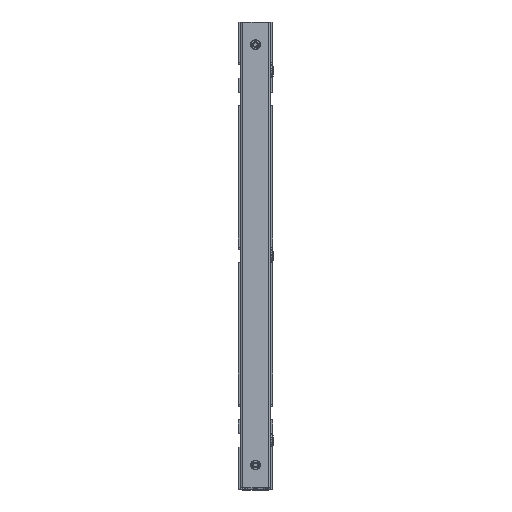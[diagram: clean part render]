
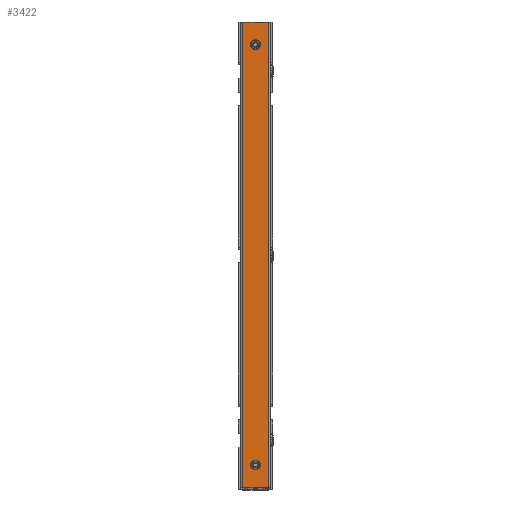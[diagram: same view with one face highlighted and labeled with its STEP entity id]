
A CAD part, top view. The second image highlights one B-rep face of the part: STEP entity #3422.
In plain terms, the highlighted face is planar.
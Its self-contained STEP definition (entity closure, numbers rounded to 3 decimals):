
#72=CARTESIAN_POINT('Vertex',(0.,-263.95,0.)) ;
#88=CARTESIAN_POINT('Vertex',(-3.75,-267.7,0.)) ;
#91=CARTESIAN_POINT('Axis2P3D Location',(0.,-267.7,0.)) ;
#119=CARTESIAN_POINT('Vertex',(0.,-271.45,0.)) ;
#122=CARTESIAN_POINT('Axis2P3D Location',(0.,-267.7,0.)) ;
#150=CARTESIAN_POINT('Vertex',(3.75,-267.7,0.)) ;
#153=CARTESIAN_POINT('Axis2P3D Location',(0.,-267.7,0.)) ;
#175=CARTESIAN_POINT('Axis2P3D Location',(0.,-267.7,0.)) ;
#196=CARTESIAN_POINT('Vertex',(0.,271.45,0.)) ;
#212=CARTESIAN_POINT('Vertex',(-3.75,267.7,0.)) ;
#215=CARTESIAN_POINT('Axis2P3D Location',(0.,267.7,0.)) ;
#236=CARTESIAN_POINT('Vertex',(3.75,267.7,0.)) ;
#246=CARTESIAN_POINT('Axis2P3D Location',(0.,267.7,0.)) ;
#274=CARTESIAN_POINT('Vertex',(0.,263.95,0.)) ;
#277=CARTESIAN_POINT('Axis2P3D Location',(0.,267.7,0.)) ;
#299=CARTESIAN_POINT('Axis2P3D Location',(0.,267.7,0.)) ;
#2338=CARTESIAN_POINT('Vertex',(16.05,-296.5,0.)) ;
#3284=CARTESIAN_POINT('Line Origine',(16.05,0.,0.)) ;
#3288=CARTESIAN_POINT('Vertex',(16.05,296.5,0.)) ;
#3319=CARTESIAN_POINT('Vertex',(-16.05,-296.5,0.)) ;
#3322=CARTESIAN_POINT('Line Origine',(0.,-296.5,0.)) ;
#3387=CARTESIAN_POINT('Axis2P3D Location',(0.,0.,0.)) ;
#3392=CARTESIAN_POINT('Line Origine',(0.,296.5,0.)) ;
#3396=CARTESIAN_POINT('Vertex',(-16.05,296.5,0.)) ;
#3399=CARTESIAN_POINT('Line Origine',(-16.05,0.,0.)) ;
#92=DIRECTION('Axis2P3D Direction',(0.,0.,1.)) ;
#123=DIRECTION('Axis2P3D Direction',(0.,0.,1.)) ;
#154=DIRECTION('Axis2P3D Direction',(0.,0.,1.)) ;
#176=DIRECTION('Axis2P3D Direction',(0.,0.,1.)) ;
#216=DIRECTION('Axis2P3D Direction',(0.,0.,1.)) ;
#247=DIRECTION('Axis2P3D Direction',(0.,0.,1.)) ;
#278=DIRECTION('Axis2P3D Direction',(0.,0.,1.)) ;
#300=DIRECTION('Axis2P3D Direction',(0.,0.,1.)) ;
#3285=DIRECTION('Vector Direction',(0.,-1.,0.)) ;
#3323=DIRECTION('Vector Direction',(1.,0.,0.)) ;
#3388=DIRECTION('Axis2P3D Direction',(0.,0.,1.)) ;
#3389=DIRECTION('Axis2P3D XDirection',(1.,0.,0.)) ;
#3393=DIRECTION('Vector Direction',(1.,0.,0.)) ;
#3400=DIRECTION('Vector Direction',(0.,1.,0.)) ;
#93=AXIS2_PLACEMENT_3D('Circle Axis2P3D',#91,#92,$) ;
#124=AXIS2_PLACEMENT_3D('Circle Axis2P3D',#122,#123,$) ;
#155=AXIS2_PLACEMENT_3D('Circle Axis2P3D',#153,#154,$) ;
#177=AXIS2_PLACEMENT_3D('Circle Axis2P3D',#175,#176,$) ;
#217=AXIS2_PLACEMENT_3D('Circle Axis2P3D',#215,#216,$) ;
#248=AXIS2_PLACEMENT_3D('Circle Axis2P3D',#246,#247,$) ;
#279=AXIS2_PLACEMENT_3D('Circle Axis2P3D',#277,#278,$) ;
#301=AXIS2_PLACEMENT_3D('Circle Axis2P3D',#299,#300,$) ;
#3390=AXIS2_PLACEMENT_3D('Plane Axis2P3D',#3387,#3388,#3389) ;
#3405=ORIENTED_EDGE('',*,*,#3398,.T.) ;
#3406=ORIENTED_EDGE('',*,*,#3290,.T.) ;
#3407=ORIENTED_EDGE('',*,*,#3326,.F.) ;
#3408=ORIENTED_EDGE('',*,*,#3403,.T.) ;
#3411=ORIENTED_EDGE('',*,*,#303,.T.) ;
#3412=ORIENTED_EDGE('',*,*,#250,.T.) ;
#3413=ORIENTED_EDGE('',*,*,#219,.T.) ;
#3414=ORIENTED_EDGE('',*,*,#281,.T.) ;
#3417=ORIENTED_EDGE('',*,*,#157,.T.) ;
#3418=ORIENTED_EDGE('',*,*,#179,.T.) ;
#3419=ORIENTED_EDGE('',*,*,#95,.T.) ;
#3420=ORIENTED_EDGE('',*,*,#126,.T.) ;
#3415=FACE_BOUND('',#3410,.T.) ;
#3421=FACE_BOUND('',#3416,.T.) ;
#3286=VECTOR('Line Direction',#3285,1.) ;
#3324=VECTOR('Line Direction',#3323,1.) ;
#3394=VECTOR('Line Direction',#3393,1.) ;
#3401=VECTOR('Line Direction',#3400,1.) ;
#3422=ADVANCED_FACE('PartBody',(#3409,#3415,#3421),#3391,.F.) ;
#94=CIRCLE('generated circle',#93,3.75) ;
#125=CIRCLE('generated circle',#124,3.75) ;
#156=CIRCLE('generated circle',#155,3.75) ;
#178=CIRCLE('generated circle',#177,3.75) ;
#218=CIRCLE('generated circle',#217,3.75) ;
#249=CIRCLE('generated circle',#248,3.75) ;
#280=CIRCLE('generated circle',#279,3.75) ;
#302=CIRCLE('generated circle',#301,3.75) ;
#95=EDGE_CURVE('',#73,#89,#94,.T.) ;
#126=EDGE_CURVE('',#89,#120,#125,.T.) ;
#157=EDGE_CURVE('',#120,#151,#156,.T.) ;
#179=EDGE_CURVE('',#151,#73,#178,.T.) ;
#219=EDGE_CURVE('',#197,#213,#218,.T.) ;
#250=EDGE_CURVE('',#237,#197,#249,.T.) ;
#281=EDGE_CURVE('',#213,#275,#280,.T.) ;
#303=EDGE_CURVE('',#275,#237,#302,.T.) ;
#3290=EDGE_CURVE('',#3289,#2339,#3287,.T.) ;
#3326=EDGE_CURVE('',#3320,#2339,#3325,.T.) ;
#3398=EDGE_CURVE('',#3397,#3289,#3395,.T.) ;
#3403=EDGE_CURVE('',#3320,#3397,#3402,.T.) ;
#3404=EDGE_LOOP('',(#3405,#3406,#3407,#3408)) ;
#3410=EDGE_LOOP('',(#3411,#3412,#3413,#3414)) ;
#3416=EDGE_LOOP('',(#3417,#3418,#3419,#3420)) ;
#3409=FACE_OUTER_BOUND('',#3404,.T.) ;
#3287=LINE('Line',#3284,#3286) ;
#3325=LINE('Line',#3322,#3324) ;
#3395=LINE('Line',#3392,#3394) ;
#3402=LINE('Line',#3399,#3401) ;
#3391=PLANE('',#3390) ;
#73=VERTEX_POINT('',#72) ;
#89=VERTEX_POINT('',#88) ;
#120=VERTEX_POINT('',#119) ;
#151=VERTEX_POINT('',#150) ;
#197=VERTEX_POINT('',#196) ;
#213=VERTEX_POINT('',#212) ;
#237=VERTEX_POINT('',#236) ;
#275=VERTEX_POINT('',#274) ;
#2339=VERTEX_POINT('',#2338) ;
#3289=VERTEX_POINT('',#3288) ;
#3320=VERTEX_POINT('',#3319) ;
#3397=VERTEX_POINT('',#3396) ;
